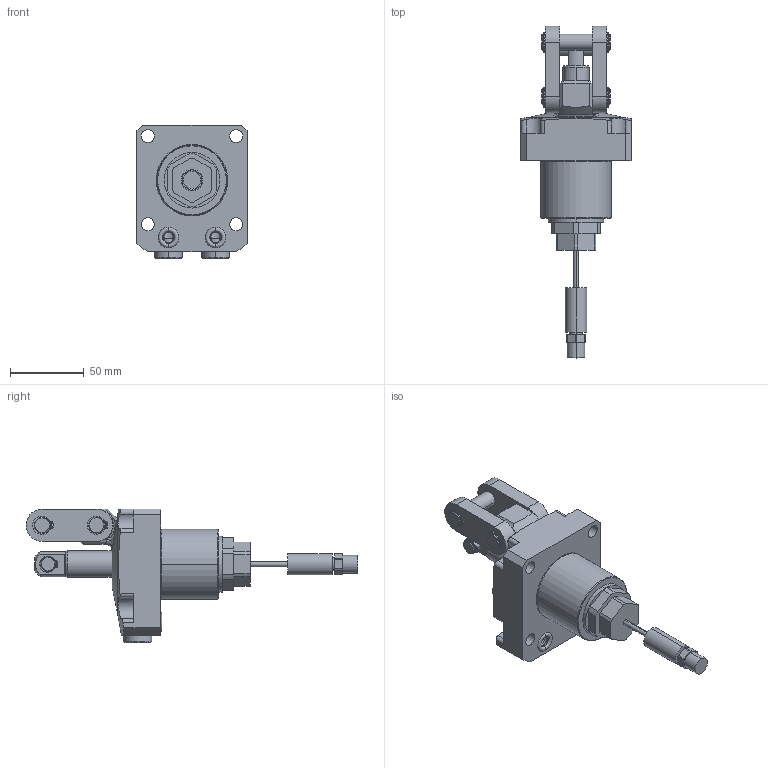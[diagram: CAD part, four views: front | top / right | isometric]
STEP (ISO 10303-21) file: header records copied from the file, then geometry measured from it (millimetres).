
FILE_DESCRIPTION((''),'2;1');
FILE_NAME('ILCMV41622200US','2025-05-02T09:06:08',('Asawyer'),(''),'CREO PARAMETRIC BY PTC INC, 2021164','CREO PARAMETRIC BY PTC INC, 2021164','');
FILE_SCHEMA(('AUTOMOTIVE_DESIGN { 1 0 10303 214 1 1 1 1 }'));
Length unit declared in the file: millimetre
Products named in the file (3): ILCMV41622200_BODY_US; ILCMV41622200_LUG_US; ILCMV41622200US
Assembly tree (2 placements, depth 2):
  ILCMV41622200US
    ILCMV41622200_BODY_US
    ILCMV41622200_LUG_US
Bounding box: 75 x 225.71 x 91.05 mm (x, y, z)
Volume: 324314.2 mm3; surface area: 61350 mm2
Topology: 4 solids, 8 shells, 441 faces, 1129 edges, 724 vertices
Faces by surface type: cylinder 189, plane 164, cone 55, torus 21, sphere 8, bspline 4
Entity records: 18241 total; most frequent: CARTESIAN_POINT 3138, DIRECTION 2556, ORIENTED_EDGE 2230, PRESENTATION_STYLE_ASSIGNMENT 1172, STYLED_ITEM 1172, CURVE_STYLE 1164, EDGE_CURVE 1123, AXIS2_PLACEMENT_3D 1001
